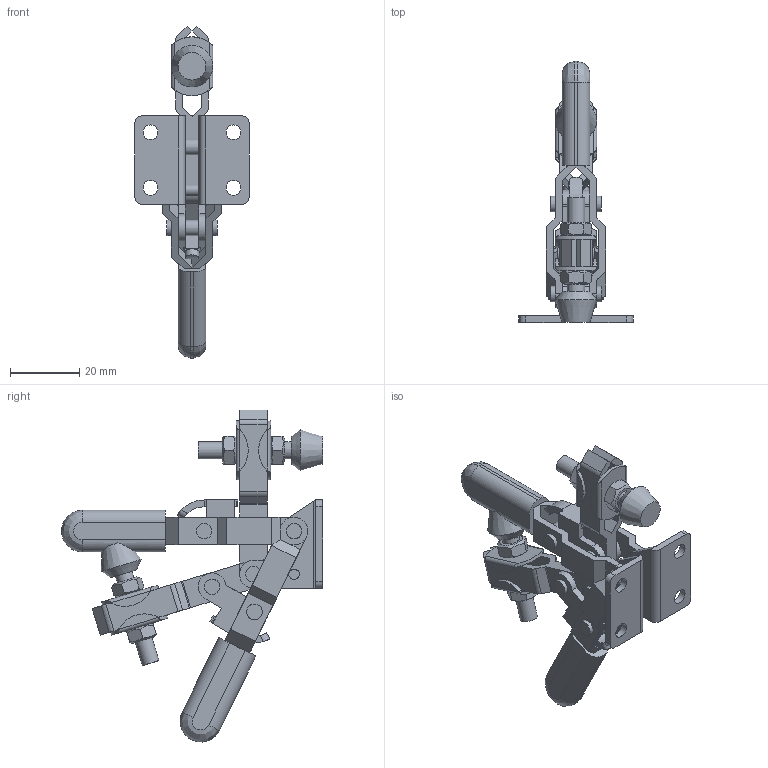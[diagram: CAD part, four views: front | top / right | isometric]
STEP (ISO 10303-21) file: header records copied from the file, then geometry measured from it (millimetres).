
FILE_DESCRIPTION((''),'2;1');
FILE_NAME('TD_2_01_U_TUENKERS.stp','2011-02-04T08:23:12',('huberm'),(''),'Autodesk Inventor 2010','Autodesk Inventor 2010','');
FILE_SCHEMA(('AUTOMOTIVE_DESIGN { 1 0 10303 214 1 1 1 1 }'));
Length unit declared in the file: millimetre
Products named in the file (1): Bauteil1
Bounding box: 33 x 75.5 x 95.99 mm (x, y, z)
Volume: 19199.6 mm3; surface area: 16255 mm2
Topology: 1 solids, 1 shells, 433 faces, 1219 edges, 788 vertices
Faces by surface type: plane 236, cylinder 127, bspline 58, cone 12
Full cylindrical faces by diameter (mm): 3 x3, 4.3 x2, 4.5 x15, 5 x6
Entity records: 14581 total; most frequent: CARTESIAN_POINT 3323, ORIENTED_EDGE 2310, DIRECTION 2167, EDGE_CURVE 1155, VERTEX_POINT 764, AXIS2_PLACEMENT_3D 728, VECTOR 711, LINE 711
